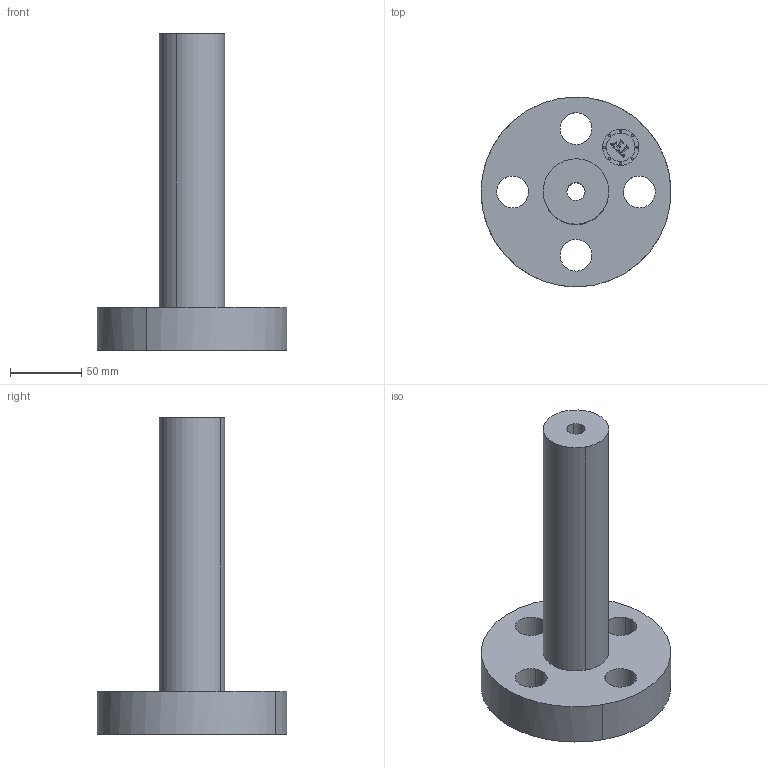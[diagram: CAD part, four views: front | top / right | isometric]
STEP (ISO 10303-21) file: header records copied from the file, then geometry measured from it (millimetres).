
FILE_DESCRIPTION(('3D STEP'),'2;1');
FILE_NAME('0.5-2500-LWN-FF-STD-CONN-FLANGE.stp','2013-11-29T00:03:37+00:00',('Texas Flange'),(''),'CATIA Version 5 Release 20 SP 6 (IN-10)','CATIA V5 STEP AP214','800-826-3801');
FILE_SCHEMA(('AUTOMOTIVE_DESIGN { 1 0 10303 214 1 1 1 1 }'));
Length unit declared in the file: inch
Products named in the file (1): 0.5-2500-LWN-FF-STD-CONN-FLANGE
Bounding box: 133.35 x 133.35 x 222.25 mm (x, y, z)
Volume: 665282.2 mm3; surface area: 82334.6 mm2
Topology: 1 solids, 1 shells, 402 faces, 1150 edges, 768 vertices
Faces by surface type: plane 368, cylinder 34
Entity records: 15318 total; most frequent: ORIENTED_EDGE 2300, CARTESIAN_POINT 2280, DIRECTION 1872, EDGE_CURVE 1150, VECTOR 1078, LINE 1078, VERTEX_POINT 768, AXIS2_PLACEMENT_3D 434
